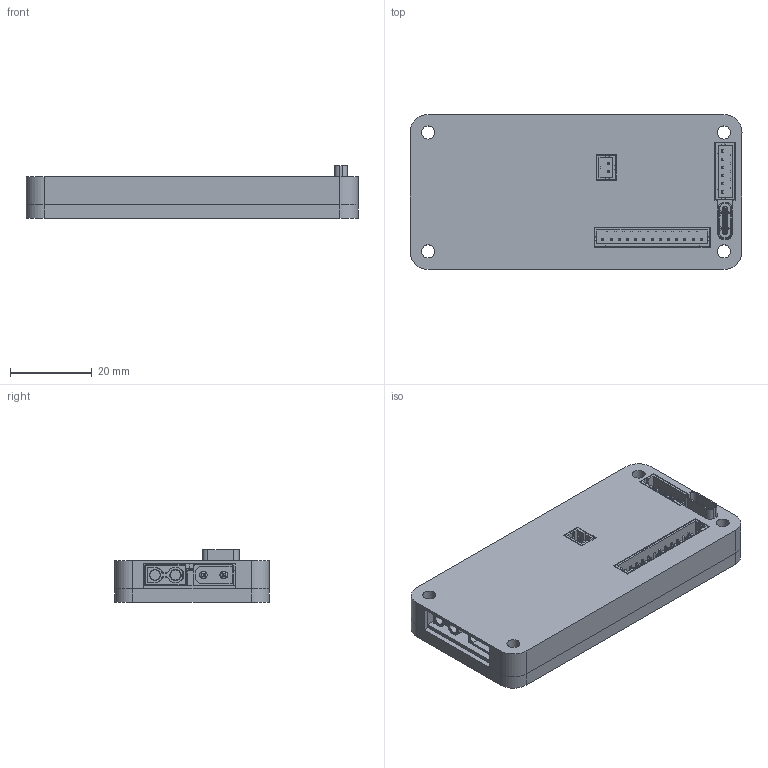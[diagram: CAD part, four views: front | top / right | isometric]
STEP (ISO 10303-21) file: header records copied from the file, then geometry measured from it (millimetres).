
FILE_DESCRIPTION(/* description */ (''),/* implementation_level */ '2;1');
FILE_NAME(/* name */ 'ENNOID-XLITE-12S case v2.step',/* time_stamp */ '2021-12-01T13:21:45+01:00',/* author */ (''),/* organization */ (''),/* preprocessor_version */ 'ST-DEVELOPER v18.1',/* originating_system */ 'Autodesk Translation Framework v10.10.0.1391',/* authorisation */ '');
FILE_SCHEMA (('AUTOMOTIVE_DESIGN { 1 0 10303 214 3 1 1 }'));
Products named in the file (65): ENNOID-XLITE-12S case; ENNOID-XLITE-12S; LQFP-48_7x7mm_P0.5mm; SOLID (25); SO-4_4.4x2.3mm_P1.27mm; SOLID (10); SOIC-8_3.9x4.9mm_P1.27mm; SOLID (13); L_Bourns_SRP2313AA; SOLID (9); D_SMB; SOLID (3); User Library-PowerDI-5; COMPOUND; LED_0603_1608Metric; SOLID (6); TSSOP-48_6.1x12.5mm_P0.5mm; SOLID (26); 2047110001; COMPOUND (2); R_2512_6332Metric; SOLID (11); SOT-23-6; SOLID (14); Linear_MSOP-12-16-1EP_3x4mm_P0.5mm; SOLID (17); JST_PH_B13B-PH-K_1x13_P2.00mm_Vertical; SOLID (18); MSOP-10-1EP_3x3mm_P0.5mm_EP1.68x1.88mm; SOLID (15); JST_PH_B6B-PH-K_1x06_P2.00mm_Vertical; SOLID (16); User Library-XT30PW-F; SOLID (23); JST_PH_B2B-PH-K_1x02_P2.00mm_Vertical; SOLID (19); Amass_XT30PW-M_pcb solder; SOLID (27); QFN-24-1EP_4x4mm_P0.5mm_EP2.6x2.6mm; SOLID (22) ...
Assembly tree (182 placements, depth 4):
  ENNOID-XLITE-12S case
    ENNOID-XLITE-12S
      D_SMB  x2
        SOLID (3)
      SO-4_4.4x2.3mm_P1.27mm  x2
        SOLID (10)
      R_2010_5025Metric  x13
        SOLID (4)
      R_1206_3216Metric  x15
        SOLID
      LQFP-48_7x7mm_P0.5mm
        SOLID (25)
      C_0603_1608Metric  x21
        SOLID (1)
      C_1206_3216Metric  x4
        SOLID (2)
      LED_0603_1608Metric  x3
        SOLID (6)
      D_SOD-123  x6
        SOLID (8)
      SOIC-8_3.9x4.9mm_P1.27mm
        SOLID (13)
      L_Bourns_SRP2313AA
        SOLID (9)
      R_0603_1608Metric  x41
        SOLID (5)
      R_0805_2012Metric  x7
        SOLID (7)
      MSOP-10-1EP_3x3mm_P0.5mm_EP1.68x1.88mm  x2
        SOLID (15)
      SOT-23  x7
        SOLID (12)
      User Library-PowerDI-5
        COMPOUND
      TSSOP-48_6.1x12.5mm_P0.5mm
        SOLID (26)
      2047110001
        COMPOUND (2)
      R_2512_6332Metric  x2
        SOLID (11)
      SOT-23-6
        SOLID (14)
      Linear_MSOP-12-16-1EP_3x4mm_P0.5mm
        SOLID (17)
      JST_PH_B13B-PH-K_1x13_P2.00mm_Vertical
        SOLID (18)
      JST_PH_B6B-PH-K_1x06_P2.00mm_Vertical
        SOLID (16)
      User Library-XT30PW-F
        SOLID (23)
      JST_PH_B2B-PH-K_1x02_P2.00mm_Vertical
        SOLID (19)
      Amass_XT30PW-M_pcb solder
        SOLID (27)
      QFN-24-1EP_4x4mm_P0.5mm_EP2.6x2.6mm
        SOLID (22)
      C_0805_2012Metric  x4
        SOLID (20)
      TDSON-8-1  x4
        SOLID (21)
Bounding box: 81 x 37.8 x 12.93 mm (x, y, z)
Volume: 13788.6 mm3; surface area: 28921.2 mm2
Topology: 154 solids, 155 shells, 9378 faces, 24427 edges, 15544 vertices
Faces by surface type: plane 6894, cylinder 2315, bspline 94, sphere 30, torus 26, cone 19
Full cylindrical faces by diameter (mm): 0.2 x3, 0.25 x1, 0.4 x14, 0.5 x41, 0.6 x1, 0.75 x26, 0.9 x6, 0.92 x2, 1 x4, 1.03 x2, 1.05 x2, 1.5 x2, 1.9 x6, 2 x4, 2.5 x4, 2.58 x4, 2.6 x2, 3.2 x12
Entity records: 172167 total; most frequent: CARTESIAN_POINT 31861, ORIENTED_EDGE 28064, DIRECTION 27451, EDGE_CURVE 14032, LINE 11311, VECTOR 11311, VERTEX_POINT 8938, AXIS2_PLACEMENT_3D 8070
